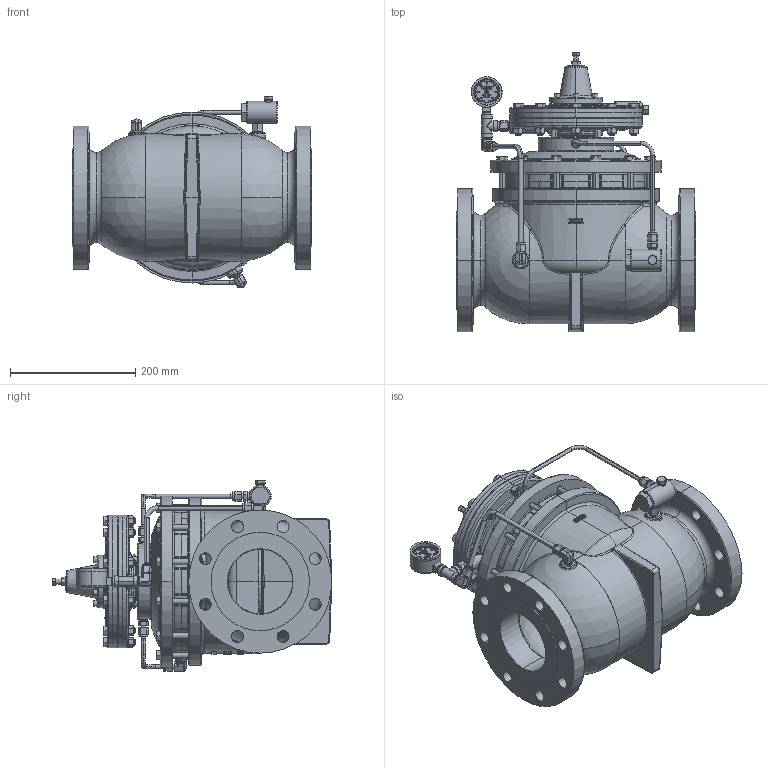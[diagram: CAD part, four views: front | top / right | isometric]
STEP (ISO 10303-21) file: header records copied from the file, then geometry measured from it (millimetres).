
FILE_DESCRIPTION (( 'STEP AP203' ), '1' );
FILE_NAME ('4 INCH 4.2 FGT OPR-D (AOZD2.5).STEP', '2018-08-13T18:37:35', ( '' ), ( '' ), 'SwSTEP 2.0', 'SolidWorks 2018', '' );
FILE_SCHEMA (( 'CONFIG_CONTROL_DESIGN' ));
Products named in the file (1): 4 INCH 4.2 FGT OPR-D (AOZD2.5)
Bounding box: 382.59 x 446.64 x 305.66 mm (x, y, z)
Volume: 11314452.5 mm3; surface area: 1029291 mm2
Topology: 1 solids, 2 shells, 4802 faces, 11869 edges, 7281 vertices
Faces by surface type: plane 2031, bspline 1087, cylinder 645, cone 613, torus 262, sphere 164
Entity records: 195846 total; most frequent: CARTESIAN_POINT 91691, ORIENTED_EDGE 23504, DIRECTION 18737, EDGE_CURVE 11752, VERTEX_POINT 7276, AXIS2_PLACEMENT_3D 6710, LINE 5317, VECTOR 5317
